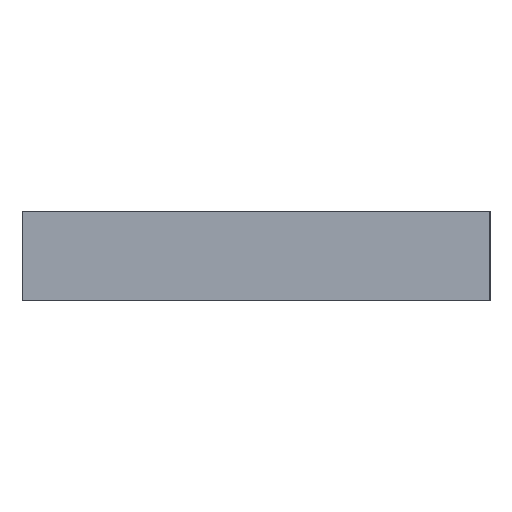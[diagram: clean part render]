
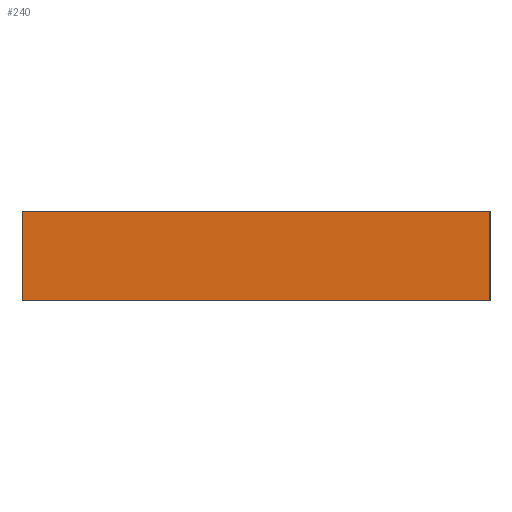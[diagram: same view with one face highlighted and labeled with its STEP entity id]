
A CAD part, left-side view. The second image highlights one B-rep face of the part: STEP entity #240.
In plain terms, the highlighted planar face has unit normal (-1, 0, 0).
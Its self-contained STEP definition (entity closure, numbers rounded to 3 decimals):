
#28=PLANE('',#284);
#40=FACE_OUTER_BOUND('',#52,.T.);
#52=EDGE_LOOP('',(#195,#196,#197,#198));
#78=LINE('',#402,#96);
#79=LINE('',#405,#97);
#80=LINE('',#407,#98);
#81=LINE('',#408,#99);
#96=VECTOR('',#338,10.);
#97=VECTOR('',#341,10.);
#98=VECTOR('',#342,10.);
#99=VECTOR('',#343,10.);
#129=VERTEX_POINT('',#395);
#132=VERTEX_POINT('',#400);
#133=VERTEX_POINT('',#404);
#134=VERTEX_POINT('',#406);
#158=EDGE_CURVE('',#129,#132,#78,.T.);
#159=EDGE_CURVE('',#133,#129,#79,.T.);
#160=EDGE_CURVE('',#134,#132,#80,.T.);
#161=EDGE_CURVE('',#133,#134,#81,.T.);
#195=ORIENTED_EDGE('',*,*,#159,.T.);
#196=ORIENTED_EDGE('',*,*,#158,.T.);
#197=ORIENTED_EDGE('',*,*,#160,.F.);
#198=ORIENTED_EDGE('',*,*,#161,.F.);
#240=ADVANCED_FACE('',(#40),#28,.T.);
#284=AXIS2_PLACEMENT_3D('',#403,#339,#340);
#338=DIRECTION('',(0.,0.,1.));
#339=DIRECTION('center_axis',(-1.,0.,0.));
#340=DIRECTION('ref_axis',(0.,-1.,0.));
#341=DIRECTION('',(0.,-1.,0.));
#342=DIRECTION('',(0.,-1.,0.));
#343=DIRECTION('',(0.,0.,1.));
#395=CARTESIAN_POINT('',(0.,0.,0.));
#400=CARTESIAN_POINT('',(0.,0.,10.));
#402=CARTESIAN_POINT('',(0.,0.,0.));
#403=CARTESIAN_POINT('Origin',(0.,52.,0.));
#404=CARTESIAN_POINT('',(0.,52.,0.));
#405=CARTESIAN_POINT('',(0.,52.,0.));
#406=CARTESIAN_POINT('',(0.,52.,10.));
#407=CARTESIAN_POINT('',(0.,52.,10.));
#408=CARTESIAN_POINT('',(0.,52.,0.));
